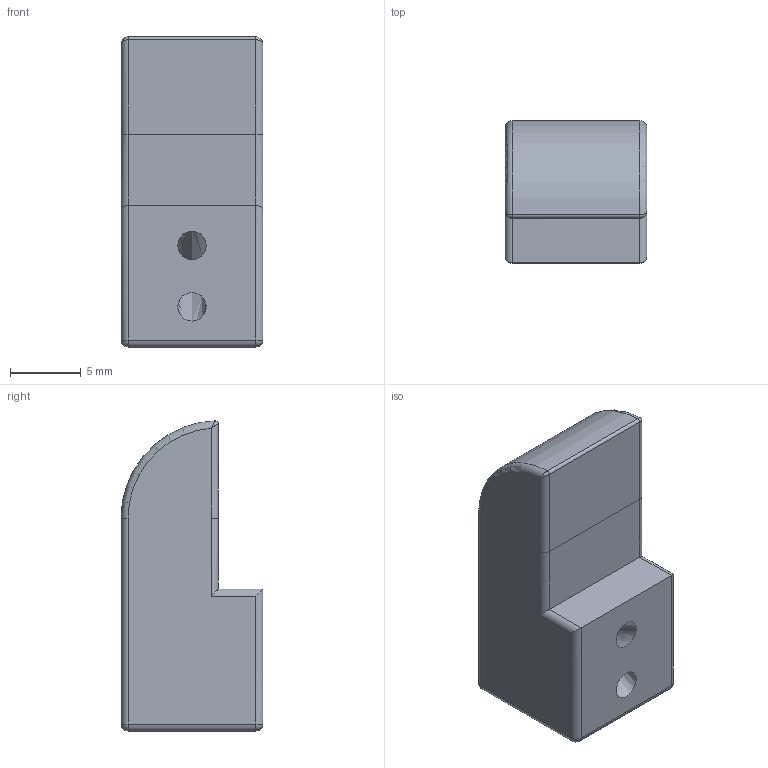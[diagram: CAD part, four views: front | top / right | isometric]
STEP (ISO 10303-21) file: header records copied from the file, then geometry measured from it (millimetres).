
FILE_DESCRIPTION(('FreeCAD Model'),'2;1');
FILE_NAME('Open CASCADE Shape Model','2024-03-15T22:59:11',(''),(''), 'Open CASCADE STEP processor 7.6','FreeCAD','Unknown');
FILE_SCHEMA(('AUTOMOTIVE_DESIGN { 1 0 10303 214 1 1 1 1 }'));
Length unit declared in the file: millimetre
Products named in the file (1): nail
Bounding box: 10 x 10 x 21.85 mm (x, y, z)
Volume: 1645.4 mm3; surface area: 1016.6 mm2
Topology: 1 solids, 1 shells, 38 faces, 91 edges, 47 vertices
Faces by surface type: cylinder 16, plane 8, bspline 4, extrusion 4, sphere 4, torus 2
Entity records: 2599 total; most frequent: CARTESIAN_POINT 1767, ORIENTED_EDGE 170, DIRECTION 166, EDGE_CURVE 85, AXIS2_PLACEMENT_3D 62, VERTEX_POINT 47, FACE_BOUND 42, EDGE_LOOP 42
